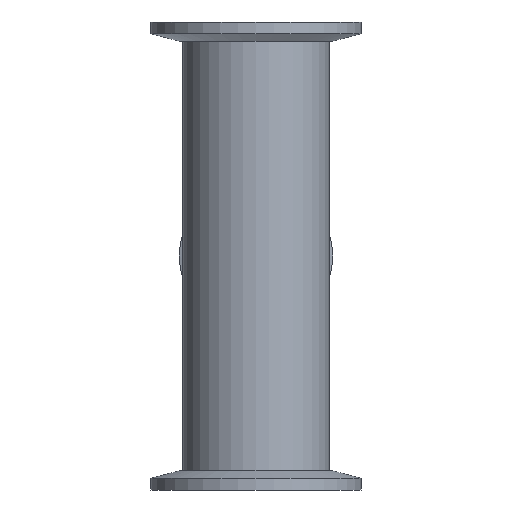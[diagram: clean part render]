
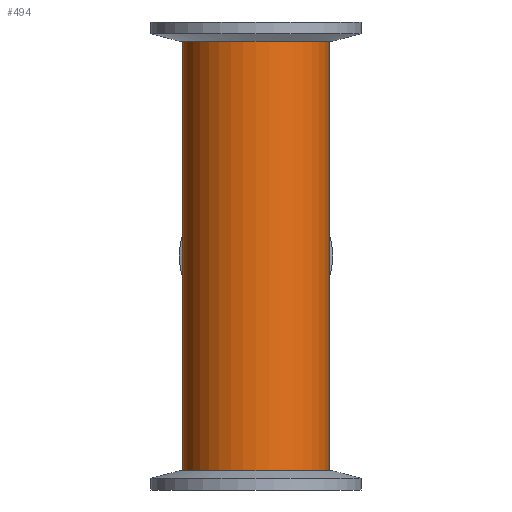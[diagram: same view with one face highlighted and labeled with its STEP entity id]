
A CAD part, left-side view. The second image highlights one B-rep face of the part: STEP entity #494.
In plain terms, the highlighted cylindrical face has radius 19.05 mm (diameter 38.1 mm), a full revolution.
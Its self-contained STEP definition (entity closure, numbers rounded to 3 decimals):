
#72=CIRCLE('',#613,19.05);
#73=CIRCLE('',#614,19.05);
#112=FACE_OUTER_BOUND('',#138,.T.);
#138=EDGE_LOOP('',(#359,#360,#361,#362,#363,#364,#365,#366,#367));
#176=LINE('',#983,#193);
#177=LINE('',#985,#194);
#193=VECTOR('',#701,19.05);
#194=VECTOR('',#702,19.05);
#207=B_SPLINE_CURVE_WITH_KNOTS('',3,(#856,#857,#858,#859,#860,#861,#862,
#863,#864,#865,#866,#867,#868,#869),.UNSPECIFIED.,.F.,.F.,(4,2,2,2,2,2,
4),(1.993,2.241,2.489,2.984,3.485,
3.736,3.986),.UNSPECIFIED.);
#208=B_SPLINE_CURVE_WITH_KNOTS('',3,(#871,#872,#873,#874,#875,#876,#877,
#878,#879,#880,#881,#882,#883,#884,#885,#886,#887,#888,#889,#890,#891,#892,
#893,#894,#895,#896,#897),.UNSPECIFIED.,.F.,.F.,(4,2,2,2,2,2,3,2,2,2,2,
2,4),(5.98,6.227,6.475,6.971,
7.472,7.722,7.973,8.223,8.474,
8.975,9.47,9.718,9.966),
 .UNSPECIFIED.);
#209=B_SPLINE_CURVE_WITH_KNOTS('',3,(#898,#899,#900,#901,#902,#903,#904,
#905,#906,#907,#908,#909,#910,#911),.UNSPECIFIED.,.F.,.F.,(4,2,2,2,2,2,
4),(3.986,4.237,4.487,4.988,
5.484,5.732,5.98),.UNSPECIFIED.);
#219=VERTEX_POINT('',#854);
#220=VERTEX_POINT('',#855);
#221=VERTEX_POINT('',#870);
#228=VERTEX_POINT('',#981);
#229=VERTEX_POINT('',#984);
#271=EDGE_CURVE('',#219,#220,#207,.T.);
#272=EDGE_CURVE('',#221,#219,#208,.T.);
#273=EDGE_CURVE('',#220,#221,#209,.T.);
#283=EDGE_CURVE('',#228,#228,#72,.T.);
#284=EDGE_CURVE('',#228,#219,#176,.T.);
#285=EDGE_CURVE('',#221,#229,#177,.T.);
#286=EDGE_CURVE('',#229,#229,#73,.T.);
#359=ORIENTED_EDGE('',*,*,#283,.F.);
#360=ORIENTED_EDGE('',*,*,#284,.T.);
#361=ORIENTED_EDGE('',*,*,#271,.T.);
#362=ORIENTED_EDGE('',*,*,#273,.T.);
#363=ORIENTED_EDGE('',*,*,#285,.T.);
#364=ORIENTED_EDGE('',*,*,#286,.F.);
#365=ORIENTED_EDGE('',*,*,#285,.F.);
#366=ORIENTED_EDGE('',*,*,#272,.T.);
#367=ORIENTED_EDGE('',*,*,#284,.F.);
#480=CYLINDRICAL_SURFACE('',#612,19.05);
#494=ADVANCED_FACE('',(#112),#480,.T.);
#612=AXIS2_PLACEMENT_3D('',#980,#697,#698);
#613=AXIS2_PLACEMENT_3D('',#982,#699,#700);
#614=AXIS2_PLACEMENT_3D('',#986,#703,#704);
#697=DIRECTION('center_axis',(0.,0.,1.));
#698=DIRECTION('ref_axis',(-1.,0.,0.));
#699=DIRECTION('center_axis',(0.,0.,1.));
#700=DIRECTION('ref_axis',(-1.,0.,0.));
#701=DIRECTION('',(0.,0.,-1.));
#702=DIRECTION('',(0.,0.,-1.));
#703=DIRECTION('center_axis',(0.,0.,-1.));
#704=DIRECTION('ref_axis',(-1.,0.,0.));
#854=CARTESIAN_POINT('',(19.05,0.,69.9));
#855=CARTESIAN_POINT('',(14.199,12.7,57.2));
#856=CARTESIAN_POINT('Ctrl Pts',(19.05,0.,69.9));
#857=CARTESIAN_POINT('Ctrl Pts',(19.05,0.826,69.9));
#858=CARTESIAN_POINT('Ctrl Pts',(18.995,1.672,69.818));
#859=CARTESIAN_POINT('Ctrl Pts',(18.774,3.337,69.483));
#860=CARTESIAN_POINT('Ctrl Pts',(18.608,4.158,69.23));
#861=CARTESIAN_POINT('Ctrl Pts',(17.981,6.495,68.244));
#862=CARTESIAN_POINT('Ctrl Pts',(17.385,7.888,67.273));
#863=CARTESIAN_POINT('Ctrl Pts',(16.21,10.085,65.076));
#864=CARTESIAN_POINT('Ctrl Pts',(15.541,11.048,63.685));
#865=CARTESIAN_POINT('Ctrl Pts',(14.778,12.028,61.361));
#866=CARTESIAN_POINT('Ctrl Pts',(14.565,12.281,60.546));
#867=CARTESIAN_POINT('Ctrl Pts',(14.275,12.617,58.883));
#868=CARTESIAN_POINT('Ctrl Pts',(14.199,12.7,58.035));
#869=CARTESIAN_POINT('Ctrl Pts',(14.199,12.7,57.2));
#870=CARTESIAN_POINT('',(19.05,0.,44.5));
#871=CARTESIAN_POINT('Ctrl Pts',(19.05,0.,44.5));
#872=CARTESIAN_POINT('Ctrl Pts',(19.05,-0.826,44.5));
#873=CARTESIAN_POINT('Ctrl Pts',(18.995,-1.672,44.582));
#874=CARTESIAN_POINT('Ctrl Pts',(18.774,-3.337,44.917));
#875=CARTESIAN_POINT('Ctrl Pts',(18.608,-4.158,45.17));
#876=CARTESIAN_POINT('Ctrl Pts',(17.981,-6.495,46.156));
#877=CARTESIAN_POINT('Ctrl Pts',(17.385,-7.888,47.127));
#878=CARTESIAN_POINT('Ctrl Pts',(16.21,-10.085,49.324));
#879=CARTESIAN_POINT('Ctrl Pts',(15.541,-11.048,50.715));
#880=CARTESIAN_POINT('Ctrl Pts',(14.778,-12.028,53.039));
#881=CARTESIAN_POINT('Ctrl Pts',(14.565,-12.281,53.854));
#882=CARTESIAN_POINT('Ctrl Pts',(14.275,-12.617,55.517));
#883=CARTESIAN_POINT('Ctrl Pts',(14.199,-12.7,56.365));
#884=CARTESIAN_POINT('Ctrl Pts',(14.199,-12.7,57.2));
#885=CARTESIAN_POINT('Ctrl Pts',(14.199,-12.7,58.035));
#886=CARTESIAN_POINT('Ctrl Pts',(14.275,-12.617,58.883));
#887=CARTESIAN_POINT('Ctrl Pts',(14.565,-12.281,60.546));
#888=CARTESIAN_POINT('Ctrl Pts',(14.778,-12.028,61.361));
#889=CARTESIAN_POINT('Ctrl Pts',(15.541,-11.048,63.685));
#890=CARTESIAN_POINT('Ctrl Pts',(16.21,-10.085,65.076));
#891=CARTESIAN_POINT('Ctrl Pts',(17.385,-7.888,67.273));
#892=CARTESIAN_POINT('Ctrl Pts',(17.981,-6.495,68.244));
#893=CARTESIAN_POINT('Ctrl Pts',(18.608,-4.158,69.23));
#894=CARTESIAN_POINT('Ctrl Pts',(18.774,-3.337,69.483));
#895=CARTESIAN_POINT('Ctrl Pts',(18.995,-1.672,69.818));
#896=CARTESIAN_POINT('Ctrl Pts',(19.05,-0.826,69.9));
#897=CARTESIAN_POINT('Ctrl Pts',(19.05,0.,69.9));
#898=CARTESIAN_POINT('Ctrl Pts',(14.199,12.7,57.2));
#899=CARTESIAN_POINT('Ctrl Pts',(14.199,12.7,56.365));
#900=CARTESIAN_POINT('Ctrl Pts',(14.275,12.617,55.517));
#901=CARTESIAN_POINT('Ctrl Pts',(14.565,12.281,53.854));
#902=CARTESIAN_POINT('Ctrl Pts',(14.778,12.028,53.039));
#903=CARTESIAN_POINT('Ctrl Pts',(15.541,11.048,50.715));
#904=CARTESIAN_POINT('Ctrl Pts',(16.21,10.085,49.324));
#905=CARTESIAN_POINT('Ctrl Pts',(17.385,7.888,47.127));
#906=CARTESIAN_POINT('Ctrl Pts',(17.981,6.495,46.156));
#907=CARTESIAN_POINT('Ctrl Pts',(18.608,4.158,45.17));
#908=CARTESIAN_POINT('Ctrl Pts',(18.774,3.337,44.917));
#909=CARTESIAN_POINT('Ctrl Pts',(18.995,1.672,44.582));
#910=CARTESIAN_POINT('Ctrl Pts',(19.05,0.826,44.5));
#911=CARTESIAN_POINT('Ctrl Pts',(19.05,0.,44.5));
#980=CARTESIAN_POINT('Origin',(0.,0.,0.));
#981=CARTESIAN_POINT('',(19.05,0.,114.4));
#982=CARTESIAN_POINT('Origin',(0.,0.,114.4));
#983=CARTESIAN_POINT('',(19.05,0.,0.));
#984=CARTESIAN_POINT('',(19.05,0.,0.));
#985=CARTESIAN_POINT('',(19.05,0.,0.));
#986=CARTESIAN_POINT('Origin',(0.,0.,0.));
